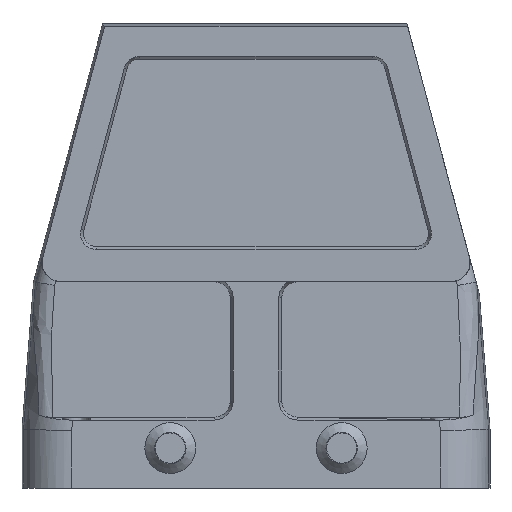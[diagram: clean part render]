
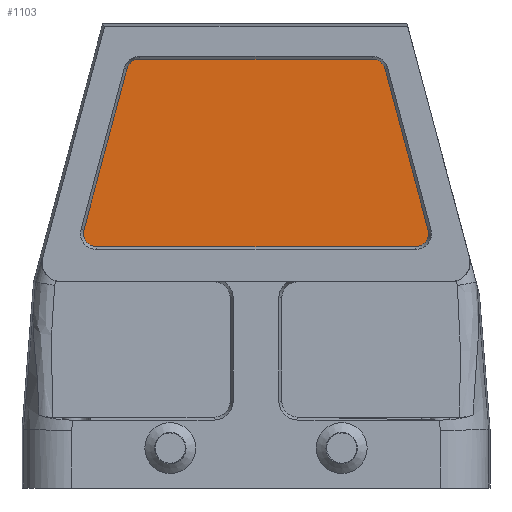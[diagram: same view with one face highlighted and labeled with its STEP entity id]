
A CAD part, front view. The second image highlights one B-rep face of the part: STEP entity #1103.
In plain terms, the highlighted planar face has unit normal (0, -1, 0).
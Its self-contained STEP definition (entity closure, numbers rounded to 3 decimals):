
#711=PLANE('',#6152);
#885=FACE_OUTER_BOUND('',#1488,.T.);
#1103=ADVANCED_FACE('',(#885),#711,.F.);
#1488=EDGE_LOOP('',(#1981,#1982,#1983,#1984,#1985,#1986,#1987,#1988));
#1981=ORIENTED_EDGE('',*,*,#3634,.T.);
#1982=ORIENTED_EDGE('',*,*,#3635,.T.);
#1983=ORIENTED_EDGE('',*,*,#3636,.F.);
#1984=ORIENTED_EDGE('',*,*,#3637,.F.);
#1985=ORIENTED_EDGE('',*,*,#3638,.F.);
#1986=ORIENTED_EDGE('',*,*,#3639,.T.);
#1987=ORIENTED_EDGE('',*,*,#3640,.T.);
#1988=ORIENTED_EDGE('',*,*,#3641,.T.);
#3184=VERTEX_POINT('',#10040);
#3185=VERTEX_POINT('',#10041);
#3186=VERTEX_POINT('',#10043);
#3187=VERTEX_POINT('',#10045);
#3188=VERTEX_POINT('',#10047);
#3189=VERTEX_POINT('',#10049);
#3190=VERTEX_POINT('',#10051);
#3191=VERTEX_POINT('',#10053);
#3634=EDGE_CURVE('',#3184,#3185,#4654,.T.);
#3635=EDGE_CURVE('',#3185,#3186,#4082,.T.);
#3636=EDGE_CURVE('',#3187,#3186,#4655,.T.);
#3637=EDGE_CURVE('',#3188,#3187,#4083,.T.);
#3638=EDGE_CURVE('',#3189,#3188,#4656,.T.);
#3639=EDGE_CURVE('',#3189,#3190,#4084,.T.);
#3640=EDGE_CURVE('',#3190,#3191,#4657,.T.);
#3641=EDGE_CURVE('',#3191,#3184,#4085,.T.);
#4082=CIRCLE('',#6148,2.045);
#4083=CIRCLE('',#6149,2.045);
#4084=CIRCLE('',#6150,2.045);
#4085=CIRCLE('',#6151,2.045);
#4654=LINE('',#10039,#5121);
#4655=LINE('',#10044,#5122);
#4656=LINE('',#10048,#5123);
#4657=LINE('',#10052,#5124);
#5121=VECTOR('',#6730,1.);
#5122=VECTOR('',#6733,1.);
#5123=VECTOR('',#6736,1.);
#5124=VECTOR('',#6739,1.);
#6148=AXIS2_PLACEMENT_3D('',#10042,#6731,#6732);
#6149=AXIS2_PLACEMENT_3D('',#10046,#6734,#6735);
#6150=AXIS2_PLACEMENT_3D('',#10050,#6737,#6738);
#6151=AXIS2_PLACEMENT_3D('',#10054,#6740,#6741);
#6152=AXIS2_PLACEMENT_3D('',#10055,#6742,#6743);
#6730=DIRECTION('',(-0.259,0.,0.966));
#6731=DIRECTION('',(0.,-1.,0.));
#6732=DIRECTION('',(0.,0.,1.));
#6733=DIRECTION('',(1.,0.,0.));
#6734=DIRECTION('',(0.,1.,0.));
#6735=DIRECTION('',(0.,0.,1.));
#6736=DIRECTION('',(0.259,0.,0.966));
#6737=DIRECTION('',(0.,-1.,0.));
#6738=DIRECTION('',(0.,0.,1.));
#6739=DIRECTION('',(1.,0.,0.));
#6740=DIRECTION('',(0.,-1.,0.));
#6741=DIRECTION('',(0.,0.,1.));
#6742=DIRECTION('',(0.,1.,0.));
#6743=DIRECTION('',(0.,0.,-1.));
#10039=CARTESIAN_POINT('',(26.701,-21.25,30.879));
#10040=CARTESIAN_POINT('',(26.701,-21.25,30.879));
#10041=CARTESIAN_POINT('',(20.002,-21.25,55.879));
#10042=CARTESIAN_POINT('',(18.027,-21.25,55.35));
#10043=CARTESIAN_POINT('',(18.027,-21.25,57.395));
#10044=CARTESIAN_POINT('',(18.027,-21.25,57.395));
#10045=CARTESIAN_POINT('',(-18.027,-21.25,57.395));
#10046=CARTESIAN_POINT('',(-18.027,-21.25,55.35));
#10047=CARTESIAN_POINT('',(-20.002,-21.25,55.879));
#10048=CARTESIAN_POINT('',(-17.587,-21.25,64.893));
#10049=CARTESIAN_POINT('',(-26.701,-21.25,30.879));
#10050=CARTESIAN_POINT('',(-24.726,-21.25,30.35));
#10051=CARTESIAN_POINT('',(-24.726,-21.25,28.305));
#10052=CARTESIAN_POINT('',(27.141,-21.25,28.305));
#10053=CARTESIAN_POINT('',(24.726,-21.25,28.305));
#10054=CARTESIAN_POINT('',(24.726,-21.25,30.35));
#10055=CARTESIAN_POINT('',(18.027,-21.25,55.35));
